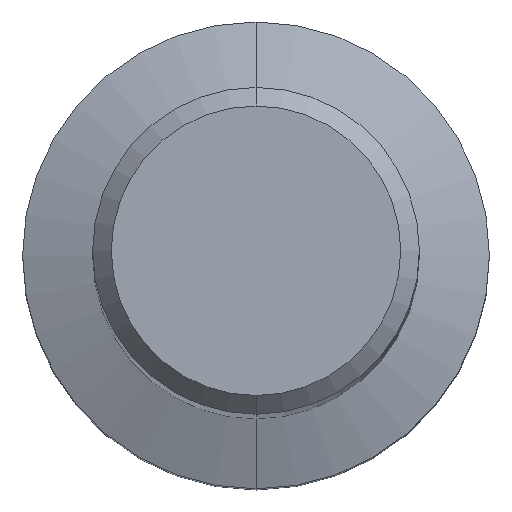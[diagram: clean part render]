
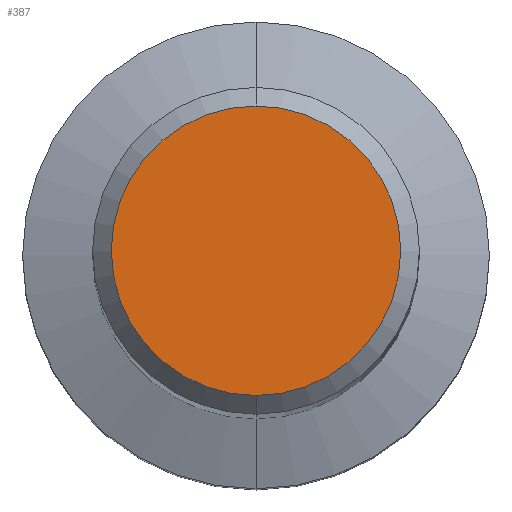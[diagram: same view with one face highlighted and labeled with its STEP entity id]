
A CAD part, top view. The second image highlights one B-rep face of the part: STEP entity #387.
In plain terms, the highlighted planar face has unit normal (0, 0, 1).
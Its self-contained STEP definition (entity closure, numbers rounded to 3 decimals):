
#303=EDGE_CURVE('',#503,#483,#669,.T.);
#387=ADVANCED_FACE('',(#765),#766,.T.);
#439=EDGE_CURVE('',#483,#503,#827,.T.);
#483=VERTEX_POINT('',#872);
#503=VERTEX_POINT('',#894);
#669=CIRCLE('',#1131,3.1);
#765=FACE_OUTER_BOUND('',#1306,.T.);
#766=PLANE('',#1307);
#827=CIRCLE('',#1405,3.1);
#872=CARTESIAN_POINT('',(0.0,3.1,0.0));
#894=CARTESIAN_POINT('',(0.,-3.1,0.0));
#1131=AXIS2_PLACEMENT_3D('',#1773,#1774,#1775);
#1306=EDGE_LOOP('',(#1896,#1897));
#1307=AXIS2_PLACEMENT_3D('',#1898,#1899,#1900);
#1405=AXIS2_PLACEMENT_3D('',#1997,#1998,#1999);
#1773=CARTESIAN_POINT('',(0.0,0.0,0.0));
#1774=DIRECTION('',(0.0,0.0,-1.0));
#1775=DIRECTION('',(0.0,1.0,0.0));
#1896=ORIENTED_EDGE('',*,*,#439,.F.);
#1897=ORIENTED_EDGE('',*,*,#303,.F.);
#1898=CARTESIAN_POINT('',(0.0,1.55,0.0));
#1899=DIRECTION('',(-0.0,0.0,1.0));
#1900=DIRECTION('',(0.0,-1.0,0.0));
#1997=CARTESIAN_POINT('',(0.0,0.0,0.0));
#1998=DIRECTION('',(0.0,0.0,-1.0));
#1999=DIRECTION('',(0.0,1.0,0.0));
